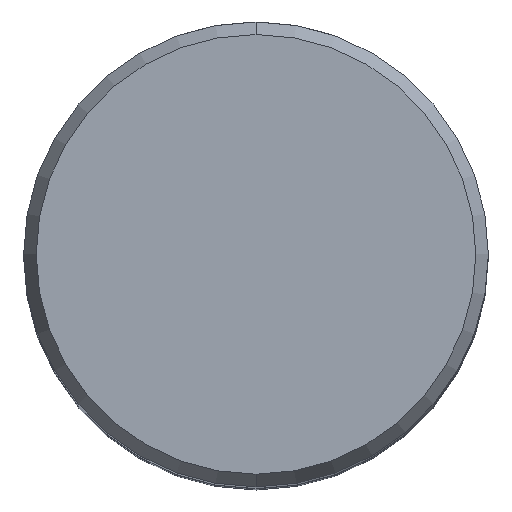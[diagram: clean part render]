
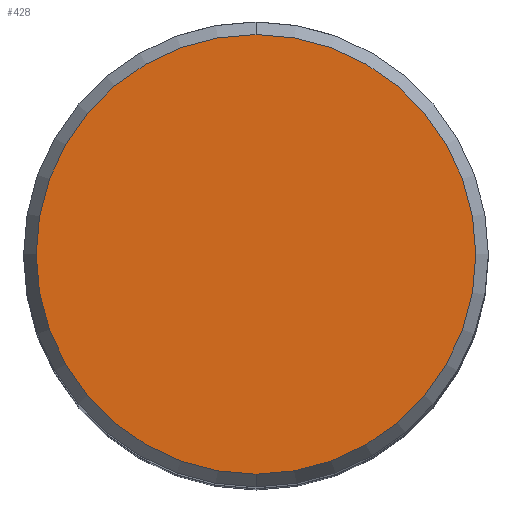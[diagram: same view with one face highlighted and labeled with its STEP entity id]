
A CAD part, top view. The second image highlights one B-rep face of the part: STEP entity #428.
In plain terms, the highlighted planar face has unit normal (0, 0, 1).
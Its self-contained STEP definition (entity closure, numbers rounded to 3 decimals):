
#196=EDGE_CURVE('',#392,#492,#525,.T.);
#320=EDGE_CURVE('',#492,#392,#657,.T.);
#392=VERTEX_POINT('',#737);
#428=ADVANCED_FACE('',(#779),#780,.T.);
#492=VERTEX_POINT('',#856);
#525=CIRCLE('',#908,12.012);
#657=CIRCLE('',#1277,12.012);
#737=CARTESIAN_POINT('',(0.0,12.012,0.));
#779=FACE_OUTER_BOUND('',#1519,.T.);
#780=PLANE('',#1520);
#856=CARTESIAN_POINT('',(0.,-12.012,0.));
#908=AXIS2_PLACEMENT_3D('',#1699,#1700,#1701);
#1277=AXIS2_PLACEMENT_3D('',#1805,#1806,#1807);
#1519=EDGE_LOOP('',(#1982,#1983));
#1520=AXIS2_PLACEMENT_3D('',#1984,#1985,#1986);
#1699=CARTESIAN_POINT('',(0.0,0.0,0.));
#1700=DIRECTION('',(0.0,0.0,-1.0));
#1701=DIRECTION('',(0.0,1.0,0.0));
#1805=CARTESIAN_POINT('',(0.0,0.0,0.));
#1806=DIRECTION('',(0.0,0.0,-1.0));
#1807=DIRECTION('',(0.0,1.0,0.0));
#1982=ORIENTED_EDGE('',*,*,#196,.F.);
#1983=ORIENTED_EDGE('',*,*,#320,.F.);
#1984=CARTESIAN_POINT('',(0.0,6.006,0.));
#1985=DIRECTION('',(-0.0,0.0,1.0));
#1986=DIRECTION('',(0.0,-1.0,0.0));
